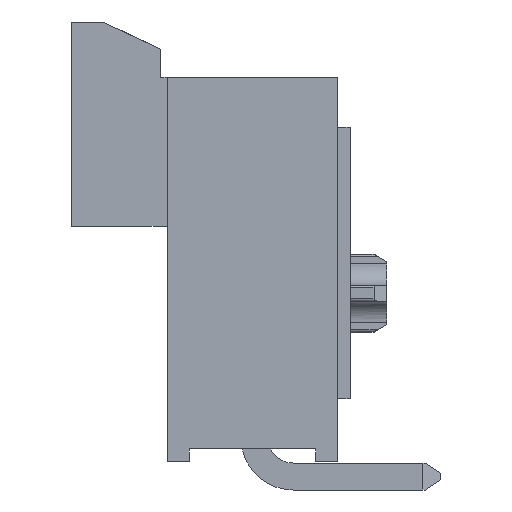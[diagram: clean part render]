
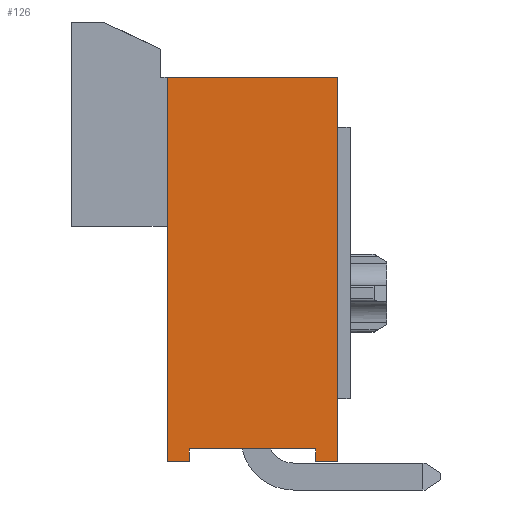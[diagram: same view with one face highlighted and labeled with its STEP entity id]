
A CAD part, left-side view. The second image highlights one B-rep face of the part: STEP entity #126.
In plain terms, the highlighted planar face has unit normal (-1, 0, 0).
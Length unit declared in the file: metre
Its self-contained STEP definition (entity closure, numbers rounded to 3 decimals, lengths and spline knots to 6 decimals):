
#126 = ADVANCED_FACE( '', ( #464 ), #465, .T. );
#464 = FACE_OUTER_BOUND( '', #1230, .T. );
#465 = PLANE( '', #1231 );
#1230 = EDGE_LOOP( '', ( #2706, #2707, #2708, #2709, #2710, #2711, #2712, #2713 ) );
#1231 = AXIS2_PLACEMENT_3D( '', #2714, #2715, #2716 );
#2706 = ORIENTED_EDGE( '', *, *, #4362, .F. );
#2707 = ORIENTED_EDGE( '', *, *, #4546, .T. );
#2708 = ORIENTED_EDGE( '', *, *, #4305, .F. );
#2709 = ORIENTED_EDGE( '', *, *, #4472, .F. );
#2710 = ORIENTED_EDGE( '', *, *, #4547, .T. );
#2711 = ORIENTED_EDGE( '', *, *, #4548, .T. );
#2712 = ORIENTED_EDGE( '', *, *, #4549, .T. );
#2713 = ORIENTED_EDGE( '', *, *, #4550, .T. );
#2714 = CARTESIAN_POINT( '', ( -0.008875, 0.003395, 0. ) );
#2715 = DIRECTION( '', ( -1., 0., 0. ) );
#2716 = DIRECTION( '', ( 0., 0., 1. ) );
#4305 = EDGE_CURVE( '', #5163, #5165, #5166, .T. );
#4362 = EDGE_CURVE( '', #5270, #5271, #5272, .T. );
#4472 = EDGE_CURVE( '', #5463, #5163, #5465, .T. );
#4546 = EDGE_CURVE( '', #5270, #5165, #5590, .T. );
#4547 = EDGE_CURVE( '', #5463, #5591, #5592, .T. );
#4548 = EDGE_CURVE( '', #5591, #5593, #5594, .T. );
#4549 = EDGE_CURVE( '', #5593, #5595, #5596, .T. );
#4550 = EDGE_CURVE( '', #5595, #5271, #5597, .T. );
#5163 = VERTEX_POINT( '', #6586 );
#5165 = VERTEX_POINT( '', #6589 );
#5166 = LINE( '', #6590, #6591 );
#5270 = VERTEX_POINT( '', #6767 );
#5271 = VERTEX_POINT( '', #6768 );
#5272 = LINE( '', #6769, #6770 );
#5463 = VERTEX_POINT( '', #7086 );
#5465 = LINE( '', #7089, #7090 );
#5590 = LINE( '', #7303, #7304 );
#5591 = VERTEX_POINT( '', #7305 );
#5592 = LINE( '', #7306, #7307 );
#5593 = VERTEX_POINT( '', #7308 );
#5594 = LINE( '', #7309, #7310 );
#5595 = VERTEX_POINT( '', #7311 );
#5596 = LINE( '', #7312, #7313 );
#5597 = LINE( '', #7314, #7315 );
#6586 = CARTESIAN_POINT( '', ( -0.008875, -0.003395, 0. ) );
#6589 = CARTESIAN_POINT( '', ( -0.008875, -0.003395, -0.0153 ) );
#6590 = CARTESIAN_POINT( '', ( -0.008875, -0.003395, 0. ) );
#6591 = VECTOR( '', #8251, 1. );
#6767 = CARTESIAN_POINT( '', ( -0.008875, -0.002515, -0.0153 ) );
#6768 = CARTESIAN_POINT( '', ( -0.008875, -0.002515, -0.0148 ) );
#6769 = CARTESIAN_POINT( '', ( -0.008875, -0.002515, -0.0153 ) );
#6770 = VECTOR( '', #8321, 1. );
#7086 = CARTESIAN_POINT( '', ( -0.008875, 0.003395, 0. ) );
#7089 = CARTESIAN_POINT( '', ( -0.008875, 0.003395, 0. ) );
#7090 = VECTOR( '', #8453, 1. );
#7303 = CARTESIAN_POINT( '', ( -0.008875, -0.002515, -0.0153 ) );
#7304 = VECTOR( '', #8544, 1. );
#7305 = CARTESIAN_POINT( '', ( -0.008875, 0.003395, -0.0153 ) );
#7306 = CARTESIAN_POINT( '', ( -0.008875, 0.003395, 0. ) );
#7307 = VECTOR( '', #8545, 1. );
#7308 = CARTESIAN_POINT( '', ( -0.008875, 0.002515, -0.0153 ) );
#7309 = CARTESIAN_POINT( '', ( -0.008875, 0.003395, -0.0153 ) );
#7310 = VECTOR( '', #8546, 1. );
#7311 = CARTESIAN_POINT( '', ( -0.008875, 0.002515, -0.0148 ) );
#7312 = CARTESIAN_POINT( '', ( -0.008875, 0.002515, -0.0153 ) );
#7313 = VECTOR( '', #8547, 1. );
#7314 = CARTESIAN_POINT( '', ( -0.008875, 0.002515, -0.0148 ) );
#7315 = VECTOR( '', #8548, 1. );
#8251 = DIRECTION( '', ( 0., 0., -1. ) );
#8321 = DIRECTION( '', ( 0., 0., 1. ) );
#8453 = DIRECTION( '', ( 0., -1., 0. ) );
#8544 = DIRECTION( '', ( 0., -1., 0. ) );
#8545 = DIRECTION( '', ( 0., 0., -1. ) );
#8546 = DIRECTION( '', ( 0., -1., 0. ) );
#8547 = DIRECTION( '', ( 0., 0., 1. ) );
#8548 = DIRECTION( '', ( 0., -1., 0. ) );
